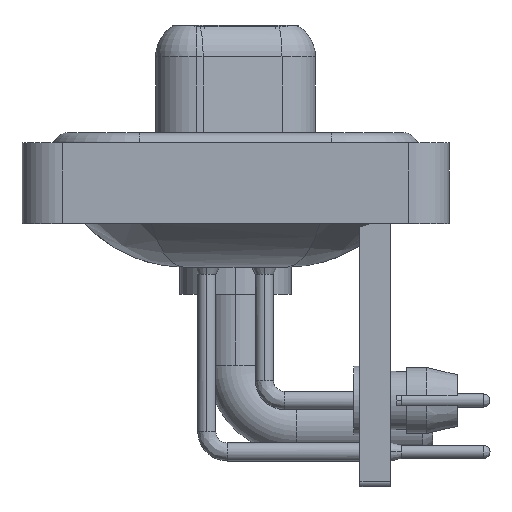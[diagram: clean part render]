
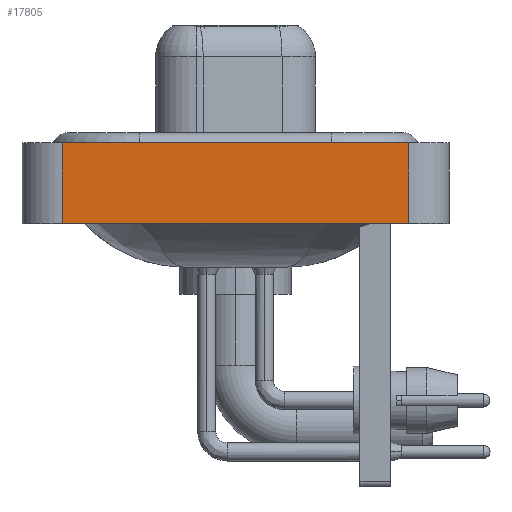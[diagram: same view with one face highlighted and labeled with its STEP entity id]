
A CAD part, left-side view. The second image highlights one B-rep face of the part: STEP entity #17805.
In plain terms, the highlighted planar face has unit normal (-1, 0, 0).
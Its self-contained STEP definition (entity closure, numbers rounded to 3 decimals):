
#773 = LINE ( 'NONE', #14490, #8011 ) ;
#1659 = DIRECTION ( 'NONE',  ( 0., -1., 0. ) ) ;
#1862 = DIRECTION ( 'NONE',  ( 0., -1., 0. ) ) ;
#2949 = DIRECTION ( 'NONE',  ( 0., 0., 1. ) ) ;
#3712 = CARTESIAN_POINT ( 'NONE',  ( -7.25, -8.55, 0.4 ) ) ;
#4651 = VERTEX_POINT ( 'NONE', #15554 ) ;
#4972 = ORIENTED_EDGE ( 'NONE', *, *, #9779, .T. ) ;
#5134 = CARTESIAN_POINT ( 'NONE',  ( -7.25, -8.55, -3.6 ) ) ;
#5164 = LINE ( 'NONE', #3712, #7267 ) ;
#7267 = VECTOR ( 'NONE', #1659, 1000. ) ;
#8011 = VECTOR ( 'NONE', #18252, 1000. ) ;
#8132 = DIRECTION ( 'NONE',  ( -1., 0., 0. ) ) ;
#8688 = ORIENTED_EDGE ( 'NONE', *, *, #9227, .F. ) ;
#9227 = EDGE_CURVE ( 'NONE', #16921, #10368, #5164, .T. ) ;
#9779 = EDGE_CURVE ( 'NONE', #4651, #19099, #19336, .T. ) ;
#10184 = PLANE ( 'NONE',  #17764 ) ;
#10368 = VERTEX_POINT ( 'NONE', #14517 ) ;
#10455 = CARTESIAN_POINT ( 'NONE',  ( -7.25, -8.55, -3.6 ) ) ;
#11939 = CARTESIAN_POINT ( 'NONE',  ( -7.25, 8.55, 0.4 ) ) ;
#12272 = LINE ( 'NONE', #10455, #17567 ) ;
#13255 = FACE_OUTER_BOUND ( 'NONE', #18021, .T. ) ;
#14490 = CARTESIAN_POINT ( 'NONE',  ( -7.25, 8.55, -3.6 ) ) ;
#14517 = CARTESIAN_POINT ( 'NONE',  ( -7.25, -8.55, 0.4 ) ) ;
#14731 = ORIENTED_EDGE ( 'NONE', *, *, #19395, .F. ) ;
#15429 = CARTESIAN_POINT ( 'NONE',  ( -7.25, -8.55, -3.6 ) ) ;
#15554 = CARTESIAN_POINT ( 'NONE',  ( -7.25, 8.55, -3.6 ) ) ;
#15731 = EDGE_CURVE ( 'NONE', #19099, #10368, #12272, .T. ) ;
#16921 = VERTEX_POINT ( 'NONE', #11939 ) ;
#17567 = VECTOR ( 'NONE', #22363, 1000. ) ;
#17764 = AXIS2_PLACEMENT_3D ( 'NONE', #18490, #8132, #2949 ) ;
#17805 = ADVANCED_FACE ( 'NONE', ( #13255 ), #10184, .T. ) ;
#18021 = EDGE_LOOP ( 'NONE', ( #20453, #8688, #14731, #4972 ) ) ;
#18252 = DIRECTION ( 'NONE',  ( 0., 0., 1. ) ) ;
#18490 = CARTESIAN_POINT ( 'NONE',  ( -7.25, -8.55, -3.6 ) ) ;
#19099 = VERTEX_POINT ( 'NONE', #15429 ) ;
#19336 = LINE ( 'NONE', #5134, #19955 ) ;
#19395 = EDGE_CURVE ( 'NONE', #4651, #16921, #773, .T. ) ;
#19955 = VECTOR ( 'NONE', #1862, 1000. ) ;
#20453 = ORIENTED_EDGE ( 'NONE', *, *, #15731, .T. ) ;
#22363 = DIRECTION ( 'NONE',  ( 0., 0., 1. ) ) ;
